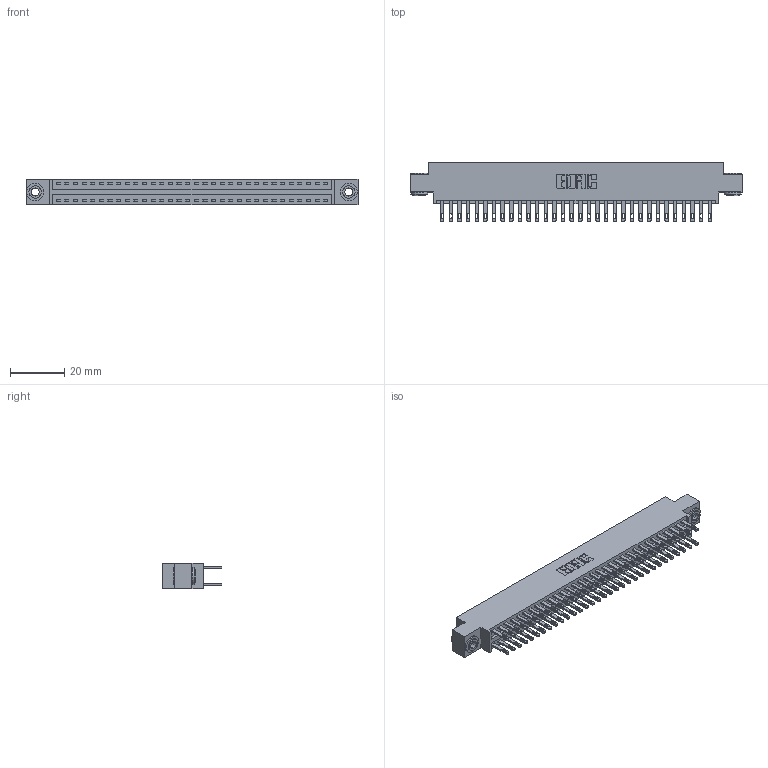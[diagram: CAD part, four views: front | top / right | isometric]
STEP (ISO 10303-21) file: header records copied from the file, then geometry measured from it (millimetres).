
FILE_DESCRIPTION (( 'STEP AP203' ), '1' );
FILE_NAME ('346-064-500-803.STEP', '2022-05-24T14:46:01', ( '' ), ( '' ), 'SwSTEP 2.0', 'SolidWorks 2020', '' );
FILE_SCHEMA (( 'CONFIG_CONTROL_DESIGN' ));
Length unit declared in the file: inch
Products named in the file (4): 346-064-500-803; 345-292-001_345-293-100; 346 Part_0.170 Offset - 0.156 Dia-TH; 345-250-002_345-250-002-102
Assembly tree (67 placements, depth 2):
  346-064-500-803
    346 Part_0.170 Offset - 0.156 Dia-TH
    345-292-001_345-293-100  x64
    345-250-002_345-250-002-102  x2
Bounding box: 122.17 x 21.84 x 9.4 mm (x, y, z)
Volume: 11878.1 mm3; surface area: 17268.2 mm2
Topology: 67 solids, 67 shells, 3250 faces, 9861 edges, 6570 vertices
Faces by surface type: plane 1960, cylinder 1282, cone 8
Entity records: 23358 total; most frequent: CARTESIAN_POINT 3845, ORIENTED_EDGE 3770, DIRECTION 3471, EDGE_CURVE 1885, LINE 1597, VECTOR 1597, VERTEX_POINT 1254, AXIS2_PLACEMENT_3D 937
